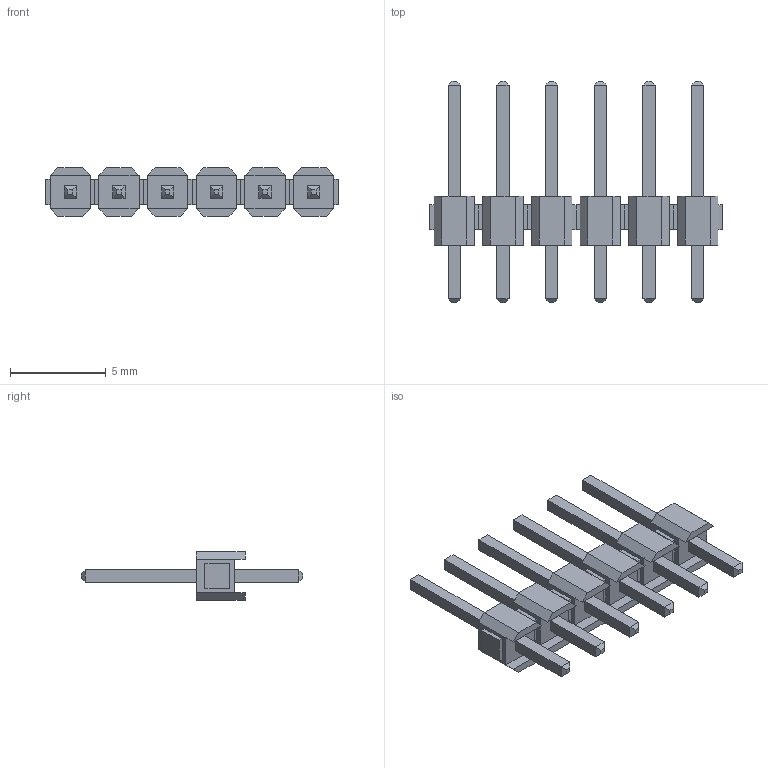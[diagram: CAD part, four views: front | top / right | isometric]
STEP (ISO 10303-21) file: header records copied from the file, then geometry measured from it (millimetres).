
FILE_DESCRIPTION (( 'STEP AP214' ), '1' );
FILE_NAME ('PLS-06.STEP', '2019-06-24T14:20:45', ( '' ), ( '' ), 'SwSTEP 2.0', 'SolidWorks 2018', '' );
FILE_SCHEMA (( 'AUTOMOTIVE_DESIGN' ));
Length unit declared in the file: millimetre
Products named in the file (2): PLS-06; PLS-01
Assembly tree (6 placements, depth 2):
  PLS-06
    PLS-01  x6
Bounding box: 15.24 x 11.54 x 2.54 mm (x, y, z)
Volume: 92.1 mm3; surface area: 345.7 mm2
Topology: 6 solids, 6 shells, 252 faces, 576 edges, 360 vertices
Faces by surface type: plane 252
Entity records: 1712 total; most frequent: CARTESIAN_POINT 207, DIRECTION 198, ORIENTED_EDGE 192, EDGE_CURVE 96, LINE 96, VECTOR 96, VERTEX_POINT 60, AXIS2_PLACEMENT_3D 51
